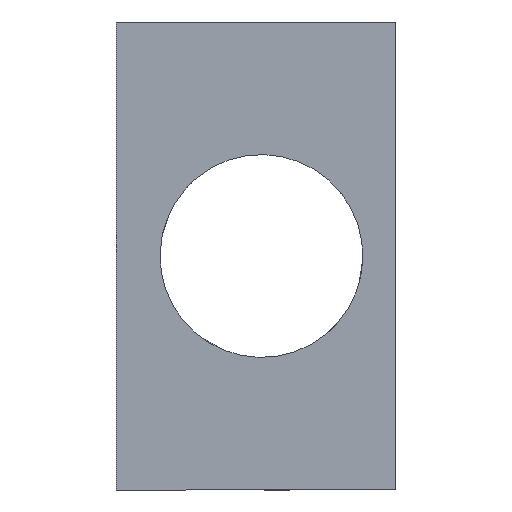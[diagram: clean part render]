
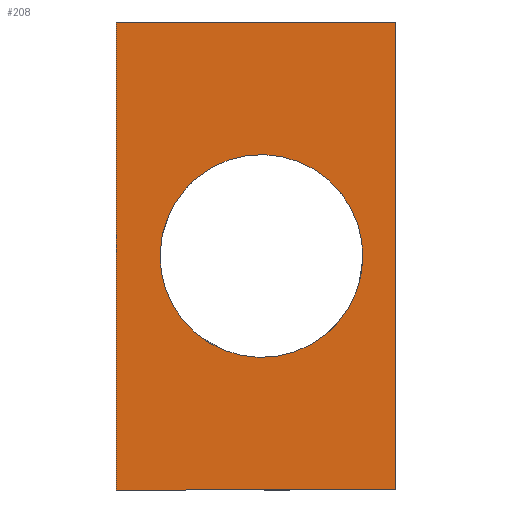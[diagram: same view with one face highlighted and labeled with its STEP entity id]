
A CAD part, left-side view. The second image highlights one B-rep face of the part: STEP entity #208.
In plain terms, the highlighted planar face has unit normal (-1, 0, 0).
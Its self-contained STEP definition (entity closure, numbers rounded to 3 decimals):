
#93=CARTESIAN_POINT('Vertex',(-2.5,9.3,0.)) ;
#98=CARTESIAN_POINT('Line Origine',(-2.5,9.3,15.)) ;
#102=CARTESIAN_POINT('Vertex',(-2.5,9.3,30.)) ;
#160=CARTESIAN_POINT('Axis2P3D Location',(-2.5,0.,0.)) ;
#165=CARTESIAN_POINT('Line Origine',(-2.5,0.35,30.)) ;
#169=CARTESIAN_POINT('Vertex',(-2.5,-8.6,30.)) ;
#172=CARTESIAN_POINT('Line Origine',(-2.5,0.35,0.)) ;
#176=CARTESIAN_POINT('Vertex',(-2.5,-8.6,0.)) ;
#179=CARTESIAN_POINT('Line Origine',(-2.5,-8.6,15.)) ;
#190=CARTESIAN_POINT('Axis2P3D Location',(-2.5,0.,15.)) ;
#194=CARTESIAN_POINT('Vertex',(-2.5,5.704,11.884)) ;
#196=CARTESIAN_POINT('Vertex',(-2.5,-5.704,18.116)) ;
#199=CARTESIAN_POINT('Axis2P3D Location',(-2.5,0.,15.)) ;
#99=DIRECTION('Vector Direction',(0.,0.,1.)) ;
#161=DIRECTION('Axis2P3D Direction',(1.,0.,0.)) ;
#162=DIRECTION('Axis2P3D XDirection',(0.,1.,0.)) ;
#166=DIRECTION('Vector Direction',(0.,1.,0.)) ;
#173=DIRECTION('Vector Direction',(0.,-1.,0.)) ;
#180=DIRECTION('Vector Direction',(0.,0.,-1.)) ;
#191=DIRECTION('Axis2P3D Direction',(1.,0.,0.)) ;
#200=DIRECTION('Axis2P3D Direction',(1.,0.,0.)) ;
#163=AXIS2_PLACEMENT_3D('Plane Axis2P3D',#160,#161,#162) ;
#192=AXIS2_PLACEMENT_3D('Circle Axis2P3D',#190,#191,$) ;
#201=AXIS2_PLACEMENT_3D('Circle Axis2P3D',#199,#200,$) ;
#185=ORIENTED_EDGE('',*,*,#171,.F.) ;
#186=ORIENTED_EDGE('',*,*,#104,.F.) ;
#187=ORIENTED_EDGE('',*,*,#178,.F.) ;
#188=ORIENTED_EDGE('',*,*,#183,.F.) ;
#205=ORIENTED_EDGE('',*,*,#198,.T.) ;
#206=ORIENTED_EDGE('',*,*,#203,.T.) ;
#207=FACE_BOUND('',#204,.T.) ;
#100=VECTOR('Line Direction',#99,1.) ;
#167=VECTOR('Line Direction',#166,1.) ;
#174=VECTOR('Line Direction',#173,1.) ;
#181=VECTOR('Line Direction',#180,1.) ;
#208=ADVANCED_FACE('Hauptk\X2\00F6\X0\rper',(#189,#207),#164,.F.) ;
#193=CIRCLE('generated circle',#192,6.5) ;
#202=CIRCLE('generated circle',#201,6.5) ;
#104=EDGE_CURVE('',#94,#103,#101,.T.) ;
#171=EDGE_CURVE('',#103,#170,#168,.F.) ;
#178=EDGE_CURVE('',#177,#94,#175,.F.) ;
#183=EDGE_CURVE('',#170,#177,#182,.T.) ;
#198=EDGE_CURVE('',#195,#197,#193,.T.) ;
#203=EDGE_CURVE('',#197,#195,#202,.T.) ;
#184=EDGE_LOOP('',(#185,#186,#187,#188)) ;
#204=EDGE_LOOP('',(#205,#206)) ;
#189=FACE_OUTER_BOUND('',#184,.T.) ;
#101=LINE('Line',#98,#100) ;
#168=LINE('Line',#165,#167) ;
#175=LINE('Line',#172,#174) ;
#182=LINE('Line',#179,#181) ;
#164=PLANE('',#163) ;
#94=VERTEX_POINT('',#93) ;
#103=VERTEX_POINT('',#102) ;
#170=VERTEX_POINT('',#169) ;
#177=VERTEX_POINT('',#176) ;
#195=VERTEX_POINT('',#194) ;
#197=VERTEX_POINT('',#196) ;
